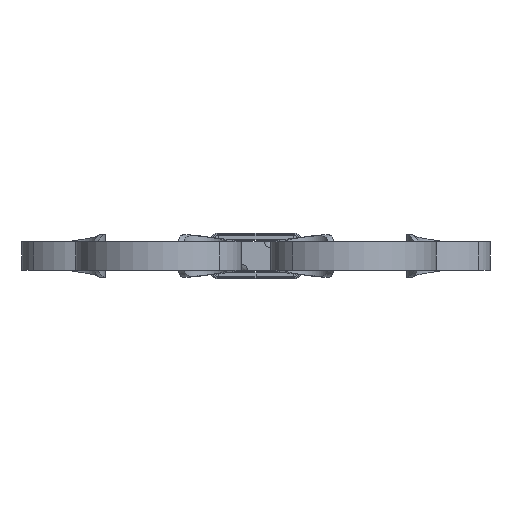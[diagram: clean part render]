
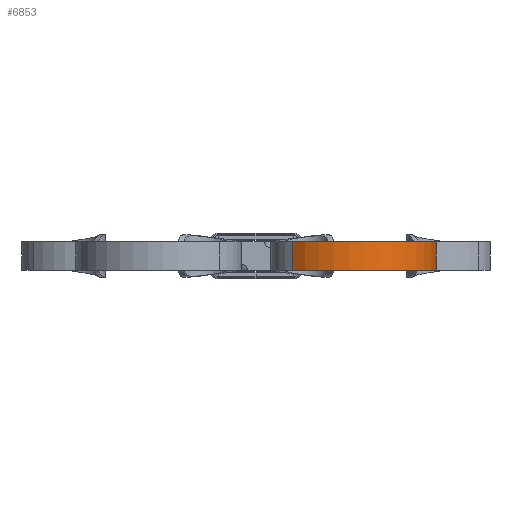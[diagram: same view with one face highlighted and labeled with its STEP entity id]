
A CAD part, front view. The second image highlights one B-rep face of the part: STEP entity #6853.
In plain terms, the highlighted cylindrical face has radius 36.341 mm (diameter 72.682 mm), a partial arc.
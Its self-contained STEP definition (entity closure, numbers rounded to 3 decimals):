
#190 = CARTESIAN_POINT ( 'NONE',  ( 15.258, -221.463, 6. ) ) ;
#308 = VECTOR ( 'NONE', #8644, 1000. ) ;
#2462 = CIRCLE ( 'NONE', #17994, 36.341 ) ;
#4477 = DIRECTION ( 'NONE',  ( 0., 0., 1. ) ) ;
#4480 = AXIS2_PLACEMENT_3D ( 'NONE', #7582, #5549, #18543 ) ;
#5095 = LINE ( 'NONE', #18716, #7726 ) ;
#5549 = DIRECTION ( 'NONE',  ( 0., 0., 1. ) ) ;
#6853 = ADVANCED_FACE ( 'NONE', ( #7016 ), #13970, .T. ) ;
#7016 = FACE_OUTER_BOUND ( 'NONE', #16742, .T. ) ;
#7582 = CARTESIAN_POINT ( 'NONE',  ( 38.659, -193.659, 6. ) ) ;
#7726 = VECTOR ( 'NONE', #12966, 1000. ) ;
#8169 = DIRECTION ( 'NONE',  ( 1., 0., 0. ) ) ;
#8644 = DIRECTION ( 'NONE',  ( 0., 0., -1. ) ) ;
#9443 = ORIENTED_EDGE ( 'NONE', *, *, #10822, .F. ) ;
#10132 = ORIENTED_EDGE ( 'NONE', *, *, #10273, .F. ) ;
#10273 = EDGE_CURVE ( 'NONE', #14111, #18308, #5095, .T. ) ;
#10822 = EDGE_CURVE ( 'NONE', #21126, #14111, #15272, .T. ) ;
#11107 = LINE ( 'NONE', #21292, #308 ) ;
#12345 = DIRECTION ( 'NONE',  ( 0., 0., 1. ) ) ;
#12966 = DIRECTION ( 'NONE',  ( 0., 0., -1. ) ) ;
#13970 = CYLINDRICAL_SURFACE ( 'NONE', #22940, 36.341 ) ;
#14111 = VERTEX_POINT ( 'NONE', #16747 ) ;
#14119 = CARTESIAN_POINT ( 'NONE',  ( 38.659, -193.659, -6. ) ) ;
#15272 = CIRCLE ( 'NONE', #4480, 36.341 ) ;
#15348 = VERTEX_POINT ( 'NONE', #18150 ) ;
#16309 = DIRECTION ( 'NONE',  ( -0.644, -0.765, 0. ) ) ;
#16742 = EDGE_LOOP ( 'NONE', ( #21844, #10132, #9443, #21780 ) ) ;
#16747 = CARTESIAN_POINT ( 'NONE',  ( 75., -193.659, 6. ) ) ;
#17731 = CARTESIAN_POINT ( 'NONE',  ( 38.659, -193.659, 0. ) ) ;
#17903 = EDGE_CURVE ( 'NONE', #15348, #18308, #2462, .T. ) ;
#17994 = AXIS2_PLACEMENT_3D ( 'NONE', #14119, #12345, #16309 ) ;
#18150 = CARTESIAN_POINT ( 'NONE',  ( 15.258, -221.463, -6. ) ) ;
#18308 = VERTEX_POINT ( 'NONE', #19782 ) ;
#18543 = DIRECTION ( 'NONE',  ( -0.644, -0.765, 0. ) ) ;
#18716 = CARTESIAN_POINT ( 'NONE',  ( 75., -193.659, 6. ) ) ;
#19782 = CARTESIAN_POINT ( 'NONE',  ( 75., -193.659, -6. ) ) ;
#21126 = VERTEX_POINT ( 'NONE', #190 ) ;
#21292 = CARTESIAN_POINT ( 'NONE',  ( 15.258, -221.463, 6. ) ) ;
#21718 = EDGE_CURVE ( 'NONE', #21126, #15348, #11107, .T. ) ;
#21780 = ORIENTED_EDGE ( 'NONE', *, *, #21718, .T. ) ;
#21844 = ORIENTED_EDGE ( 'NONE', *, *, #17903, .T. ) ;
#22940 = AXIS2_PLACEMENT_3D ( 'NONE', #17731, #4477, #8169 ) ;
